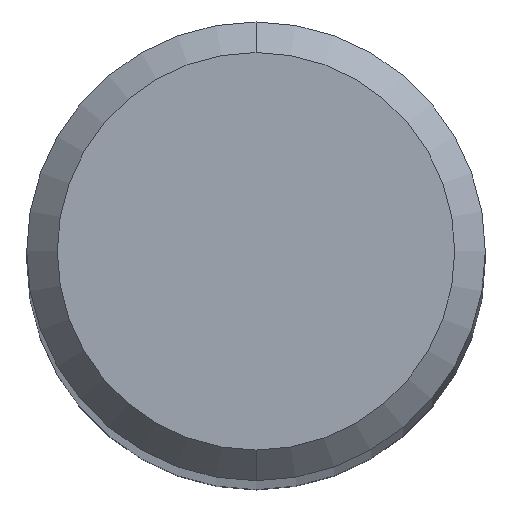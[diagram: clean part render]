
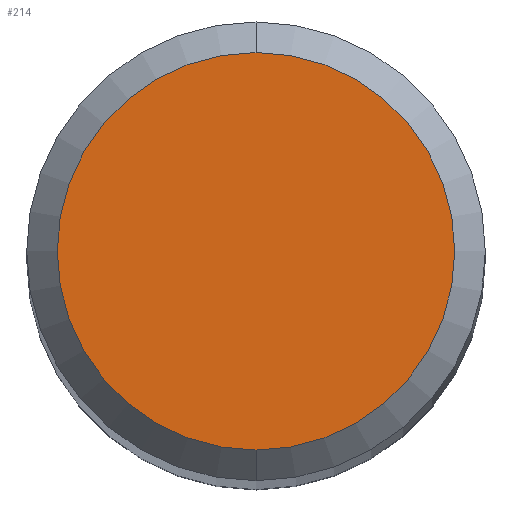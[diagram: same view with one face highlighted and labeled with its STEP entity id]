
A CAD part, top view. The second image highlights one B-rep face of the part: STEP entity #214.
In plain terms, the highlighted planar face has unit normal (0, 0, 1).
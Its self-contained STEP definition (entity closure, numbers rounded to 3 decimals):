
#188=VERTEX_POINT('',#441);
#214=ADVANCED_FACE('',(#470),#471,.T.);
#282=VERTEX_POINT('',#546);
#310=EDGE_CURVE('',#188,#282,#578,.T.);
#336=EDGE_CURVE('',#282,#188,#605,.T.);
#441=CARTESIAN_POINT('',(0.0,2.6,0.0));
#470=FACE_OUTER_BOUND('',#831,.T.);
#471=PLANE('',#832);
#546=CARTESIAN_POINT('',(0.,-2.6,0.0));
#578=CIRCLE('',#1011,2.6);
#605=CIRCLE('',#1101,2.6);
#831=EDGE_LOOP('',(#1292,#1293));
#832=AXIS2_PLACEMENT_3D('',#1294,#1295,#1296);
#1011=AXIS2_PLACEMENT_3D('',#1419,#1420,#1421);
#1101=AXIS2_PLACEMENT_3D('',#1432,#1433,#1434);
#1292=ORIENTED_EDGE('',*,*,#310,.F.);
#1293=ORIENTED_EDGE('',*,*,#336,.F.);
#1294=CARTESIAN_POINT('',(0.0,1.3,0.0));
#1295=DIRECTION('',(-0.0,0.0,1.0));
#1296=DIRECTION('',(0.0,-1.0,0.0));
#1419=CARTESIAN_POINT('',(0.0,0.0,0.0));
#1420=DIRECTION('',(0.0,0.0,-1.0));
#1421=DIRECTION('',(0.0,1.0,0.0));
#1432=CARTESIAN_POINT('',(0.0,0.0,0.0));
#1433=DIRECTION('',(0.0,0.0,-1.0));
#1434=DIRECTION('',(0.0,1.0,0.0));
